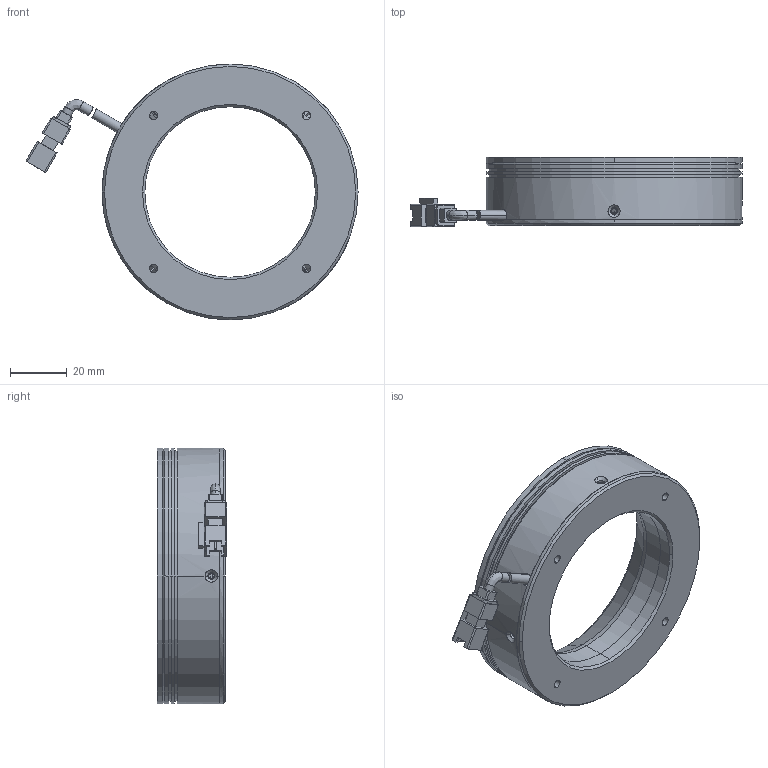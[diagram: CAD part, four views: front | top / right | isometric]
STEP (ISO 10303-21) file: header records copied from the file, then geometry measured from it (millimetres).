
FILE_DESCRIPTION (( 'STEP AP214' ), '1' );
FILE_NAME ('660019-R.STEP', '2019-03-28T05:47:16', ( 'user' ), ( '微软中国' ), 'SwSTEP 2.0', 'SolidWorks 2016', '' );
FILE_SCHEMA (( 'AUTOMOTIVE_DESIGN' ));
Length unit declared in the file: millimetre
Products named in the file (1): 660019-R
Bounding box: 116.8 x 24.45 x 90 mm (x, y, z)
Volume: 46794.7 mm3; surface area: 61171 mm2
Topology: 153 solids, 153 shells, 2753 faces, 6618 edges, 4329 vertices
Faces by surface type: plane 1844, cylinder 708, bspline 160, cone 41
Entity records: 113864 total; most frequent: CARTESIAN_POINT 18199, DIRECTION 13103, ORIENTED_EDGE 12648, EDGE_CURVE 6324, VECTOR 4451, LINE 4451, VERTEX_POINT 4329, AXIS2_PLACEMENT_3D 4326
